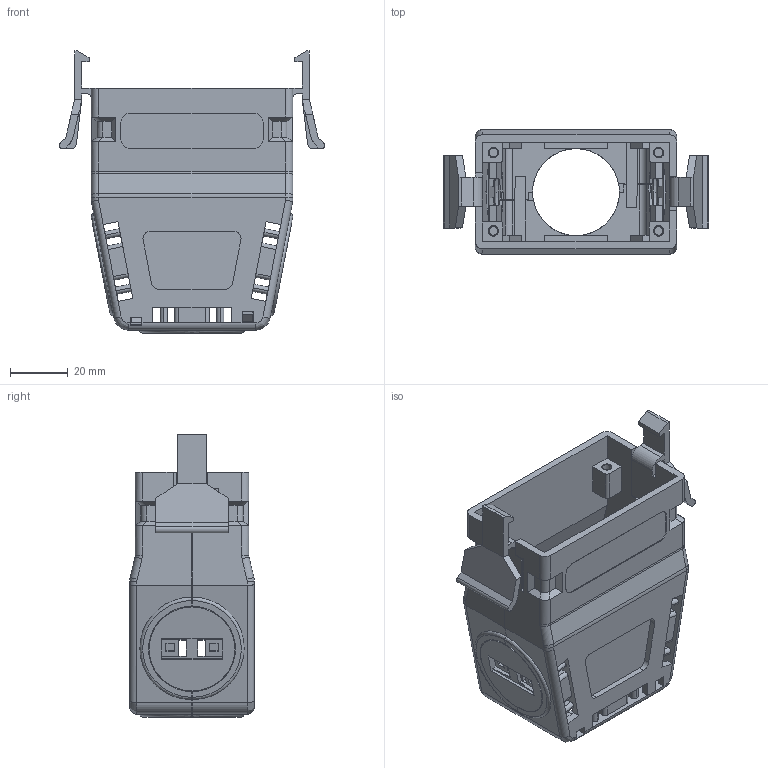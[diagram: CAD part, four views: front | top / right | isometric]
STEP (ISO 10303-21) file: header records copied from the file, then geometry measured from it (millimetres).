
FILE_DESCRIPTION(/* description */ (''),/* implementation_level */ '2;1');
FILE_NAME(/* name */ '100095090ugm000_b.stp',/* time_stamp */ '2018-03-22T13:23:29+01:00',/* author */ (''),/* organization */ (''),/* preprocessor_version */ 'ST-DEVELOPER v16',/* originating_system */ 'SIEMENS PLM Software NX 10.0',/* authorisation */ '');
FILE_SCHEMA (('AUTOMOTIVE_DESIGN { 1 0 10303 214 3 1 1 1 }'));
Length unit declared in the file: millimetre
Products named in the file (1): 100095090ugm000_b
Bounding box: 91.5 x 43 x 97.3 mm (x, y, z)
Volume: 50226.6 mm3; surface area: 48157.3 mm2
Topology: 4 solids, 4 shells, 697 faces, 2142 edges, 1537 vertices
Faces by surface type: plane 511, cylinder 154, bspline 28, cone 4
Full cylindrical faces by diameter (mm): 3 x4, 3.25 x4, 3.4 x4, 29.5 x2
Entity records: 24992 total; most frequent: CARTESIAN_POINT 5381, ORIENTED_EDGE 4074, DIRECTION 3734, EDGE_CURVE 2037, LINE 1682, VECTOR 1682, VERTEX_POINT 1369, AXIS2_PLACEMENT_3D 1026
